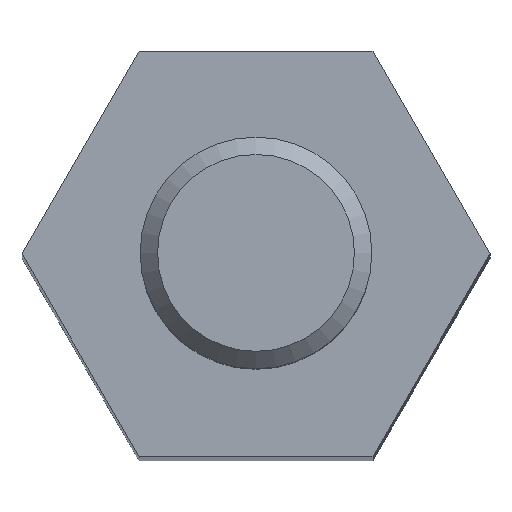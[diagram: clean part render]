
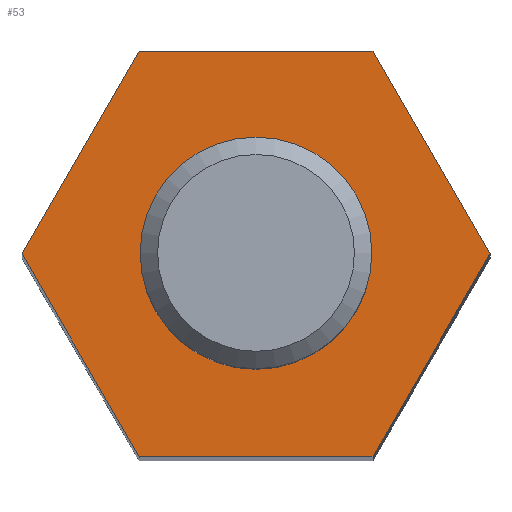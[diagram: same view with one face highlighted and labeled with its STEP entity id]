
A CAD part, top view. The second image highlights one B-rep face of the part: STEP entity #53.
In plain terms, the highlighted planar face has unit normal (0, 0, 1).
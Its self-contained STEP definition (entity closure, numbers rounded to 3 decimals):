
#53 = ADVANCED_FACE( '', ( #123, #124 ), #125, .T. );
#123 = FACE_BOUND( '', #217, .T. );
#124 = FACE_OUTER_BOUND( '', #218, .T. );
#125 = PLANE( '', #219 );
#217 = EDGE_LOOP( '', ( #318 ) );
#218 = EDGE_LOOP( '', ( #319, #320, #321, #322, #323, #324 ) );
#219 = AXIS2_PLACEMENT_3D( '', #325, #326, #327 );
#318 = ORIENTED_EDGE( '', *, *, #495, .T. );
#319 = ORIENTED_EDGE( '', *, *, #496, .T. );
#320 = ORIENTED_EDGE( '', *, *, #483, .T. );
#321 = ORIENTED_EDGE( '', *, *, #497, .T. );
#322 = ORIENTED_EDGE( '', *, *, #498, .T. );
#323 = ORIENTED_EDGE( '', *, *, #499, .T. );
#324 = ORIENTED_EDGE( '', *, *, #500, .T. );
#325 = CARTESIAN_POINT( '', ( 0., 0., 45. ) );
#326 = DIRECTION( '', ( 0., 0., 1. ) );
#327 = DIRECTION( '', ( 1., 0., 0. ) );
#483 = EDGE_CURVE( '', #553, #551, #554, .T. );
#495 = EDGE_CURVE( '', #573, #573, #574, .F. );
#496 = EDGE_CURVE( '', #575, #553, #576, .T. );
#497 = EDGE_CURVE( '', #551, #577, #578, .T. );
#498 = EDGE_CURVE( '', #577, #579, #580, .T. );
#499 = EDGE_CURVE( '', #579, #581, #582, .T. );
#500 = EDGE_CURVE( '', #581, #575, #583, .T. );
#551 = VERTEX_POINT( '', #653 );
#553 = VERTEX_POINT( '', #656 );
#554 = LINE( '', #657, #658 );
#573 = VERTEX_POINT( '', #683 );
#574 = CIRCLE( '', #684, 1.852 );
#575 = VERTEX_POINT( '', #685 );
#576 = LINE( '', #686, #687 );
#577 = VERTEX_POINT( '', #688 );
#578 = LINE( '', #689, #690 );
#579 = VERTEX_POINT( '', #691 );
#580 = LINE( '', #692, #693 );
#581 = VERTEX_POINT( '', #694 );
#582 = LINE( '', #695, #696 );
#583 = LINE( '', #697, #698 );
#653 = CARTESIAN_POINT( '', ( -4.041, 0., 45. ) );
#656 = CARTESIAN_POINT( '', ( -2.021, 3.5, 45. ) );
#657 = CARTESIAN_POINT( '', ( -2.021, 3.5, 45. ) );
#658 = VECTOR( '', #826, 1000. );
#683 = CARTESIAN_POINT( '', ( 1.852, 0., 45. ) );
#684 = AXIS2_PLACEMENT_3D( '', #849, #850, #851 );
#685 = CARTESIAN_POINT( '', ( 2.021, 3.5, 45. ) );
#686 = CARTESIAN_POINT( '', ( 2.021, 3.5, 45. ) );
#687 = VECTOR( '', #852, 1000. );
#688 = CARTESIAN_POINT( '', ( -2.021, -3.5, 45. ) );
#689 = CARTESIAN_POINT( '', ( -4.041, 0., 45. ) );
#690 = VECTOR( '', #853, 1000. );
#691 = CARTESIAN_POINT( '', ( 2.021, -3.5, 45. ) );
#692 = CARTESIAN_POINT( '', ( -2.021, -3.5, 45. ) );
#693 = VECTOR( '', #854, 1000. );
#694 = CARTESIAN_POINT( '', ( 4.041, 0., 45. ) );
#695 = CARTESIAN_POINT( '', ( 2.021, -3.5, 45. ) );
#696 = VECTOR( '', #855, 1000. );
#697 = CARTESIAN_POINT( '', ( 4.041, 0., 45. ) );
#698 = VECTOR( '', #856, 1000. );
#826 = DIRECTION( '', ( -0.5, -0.866, 0. ) );
#849 = CARTESIAN_POINT( '', ( 0., 0., 45. ) );
#850 = DIRECTION( '', ( 0., 0., 1. ) );
#851 = DIRECTION( '', ( 1., 0., 0. ) );
#852 = DIRECTION( '', ( -1., 0., 0. ) );
#853 = DIRECTION( '', ( 0.5, -0.866, 0. ) );
#854 = DIRECTION( '', ( 1., 0., 0. ) );
#855 = DIRECTION( '', ( 0.5, 0.866, 0. ) );
#856 = DIRECTION( '', ( -0.5, 0.866, 0. ) );
